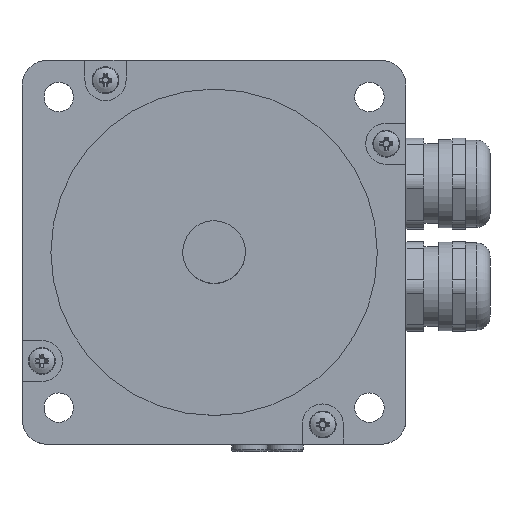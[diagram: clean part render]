
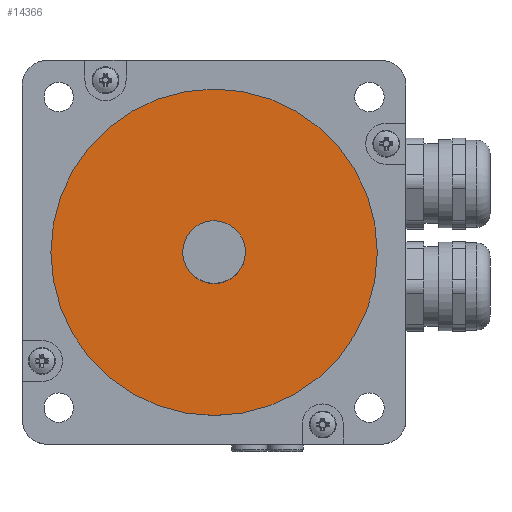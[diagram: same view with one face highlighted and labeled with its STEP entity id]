
A CAD part, top view. The second image highlights one B-rep face of the part: STEP entity #14366.
In plain terms, the highlighted planar face has unit normal (0, 0, 1).
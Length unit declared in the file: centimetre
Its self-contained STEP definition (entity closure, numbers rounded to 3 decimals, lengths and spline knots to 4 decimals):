
#637=PLANE('',#15263);
#1042=FACE_OUTER_BOUND('',#1887,.T.);
#1887=EDGE_LOOP('',(#9441));
#5019=CIRCLE('',#15262,3.6513);
#5838=VERTEX_POINT('',#21405);
#7283=EDGE_CURVE('',#5838,#5838,#5019,.T.);
#9441=ORIENTED_EDGE('',*,*,#7283,.F.);
#14366=ADVANCED_FACE('',(#1042),#637,.F.);
#15262=AXIS2_PLACEMENT_3D('',#21406,#17099,#17100);
#15263=AXIS2_PLACEMENT_3D('',#21407,#17101,#17102);
#17099=DIRECTION('center_axis',(0.,0.,-1.));
#17100=DIRECTION('ref_axis',(-1.,0.,0.));
#17101=DIRECTION('center_axis',(0.,0.,-1.));
#17102=DIRECTION('ref_axis',(-1.,0.,0.));
#21405=CARTESIAN_POINT('',(3.6513,0.,1.96));
#21406=CARTESIAN_POINT('Origin',(0.,0.,1.96));
#21407=CARTESIAN_POINT('Origin',(0.,0.,1.96));
